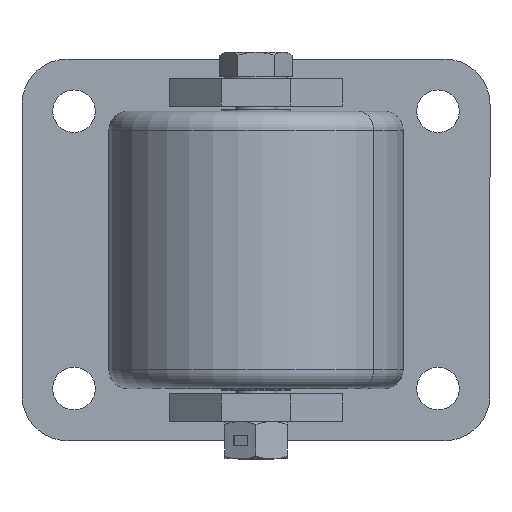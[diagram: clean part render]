
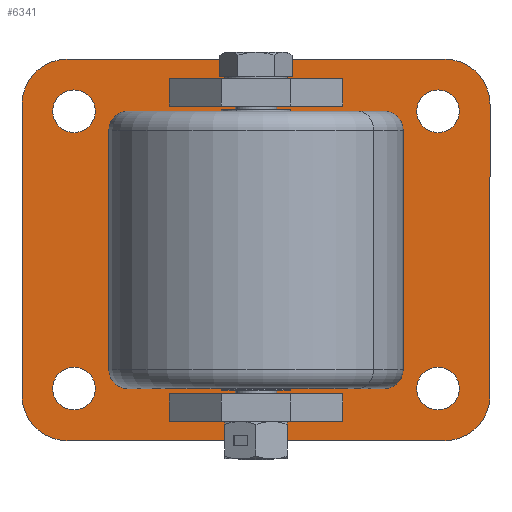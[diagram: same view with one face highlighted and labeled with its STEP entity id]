
A CAD part, front view. The second image highlights one B-rep face of the part: STEP entity #6341.
In plain terms, the highlighted planar face has unit normal (0, -1, 0).
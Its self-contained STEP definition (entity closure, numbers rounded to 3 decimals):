
#263 = DIRECTION ( 'NONE',  ( 1., 0., 0. ) ) ;
#318 = EDGE_LOOP ( 'NONE', ( #2631, #7294, #2393, #1823, #1865, #1402, #512, #2549 ) ) ;
#349 = VECTOR ( 'NONE', #7023, 1000. ) ;
#368 = DIRECTION ( 'NONE',  ( 1., 0., 0. ) ) ;
#376 = DIRECTION ( 'NONE',  ( 1., 0., 0. ) ) ;
#404 = DIRECTION ( 'NONE',  ( 1., 0., 0. ) ) ;
#512 = ORIENTED_EDGE ( 'NONE', *, *, #1549, .T. ) ;
#578 = EDGE_LOOP ( 'NONE', ( #2722, #6651 ) ) ;
#586 = AXIS2_PLACEMENT_3D ( 'NONE', #6022, #3121, #1512 ) ;
#596 = DIRECTION ( 'NONE',  ( -1., 0., 0. ) ) ;
#638 = LINE ( 'NONE', #4698, #7192 ) ;
#702 = VERTEX_POINT ( 'NONE', #2306 ) ;
#710 = EDGE_LOOP ( 'NONE', ( #6409, #5638 ) ) ;
#723 = DIRECTION ( 'NONE',  ( -1., 0., 0. ) ) ;
#814 = LINE ( 'NONE', #2605, #2712 ) ;
#831 = DIRECTION ( 'NONE',  ( 0., -1., 0. ) ) ;
#946 = CARTESIAN_POINT ( 'NONE',  ( 52.5, -8., 40. ) ) ;
#1086 = VERTEX_POINT ( 'NONE', #1346 ) ;
#1237 = AXIS2_PLACEMENT_3D ( 'NONE', #5167, #6211, #368 ) ;
#1331 = DIRECTION ( 'NONE',  ( 0., -1., 0. ) ) ;
#1346 = CARTESIAN_POINT ( 'NONE',  ( -58.65, -8., -40. ) ) ;
#1391 = VERTEX_POINT ( 'NONE', #6118 ) ;
#1402 = ORIENTED_EDGE ( 'NONE', *, *, #4311, .T. ) ;
#1445 = DIRECTION ( 'NONE',  ( 1., 0., 0. ) ) ;
#1512 = DIRECTION ( 'NONE',  ( 1., 0., 0. ) ) ;
#1549 = EDGE_CURVE ( 'NONE', #3887, #1391, #638, .T. ) ;
#1660 = EDGE_CURVE ( 'NONE', #1086, #5997, #3203, .T. ) ;
#1696 = FACE_OUTER_BOUND ( 'NONE', #318, .T. ) ;
#1823 = ORIENTED_EDGE ( 'NONE', *, *, #3231, .T. ) ;
#1865 = ORIENTED_EDGE ( 'NONE', *, *, #5996, .T. ) ;
#1895 = AXIS2_PLACEMENT_3D ( 'NONE', #5955, #1331, #7075 ) ;
#1910 = AXIS2_PLACEMENT_3D ( 'NONE', #4173, #6927, #2935 ) ;
#1947 = DIRECTION ( 'NONE',  ( 0., -1., 0. ) ) ;
#1983 = CARTESIAN_POINT ( 'NONE',  ( -54.5, -8., -42. ) ) ;
#2042 = AXIS2_PLACEMENT_3D ( 'NONE', #7143, #3582, #596 ) ;
#2055 = CARTESIAN_POINT ( 'NONE',  ( 58.65, -8., -40. ) ) ;
#2065 = DIRECTION ( 'NONE',  ( -1., 0., 0. ) ) ;
#2077 = CARTESIAN_POINT ( 'NONE',  ( -54.5, -8., -55. ) ) ;
#2079 = EDGE_CURVE ( 'NONE', #2934, #5322, #2354, .T. ) ;
#2110 = CARTESIAN_POINT ( 'NONE',  ( 52.5, -8., 40. ) ) ;
#2150 = FACE_BOUND ( 'NONE', #5783, .T. ) ;
#2271 = CIRCLE ( 'NONE', #6391, 6.15 ) ;
#2306 = CARTESIAN_POINT ( 'NONE',  ( -67.5, -8., -42. ) ) ;
#2354 = CIRCLE ( 'NONE', #5056, 6.15 ) ;
#2369 = AXIS2_PLACEMENT_3D ( 'NONE', #7305, #831, #5552 ) ;
#2379 = CARTESIAN_POINT ( 'NONE',  ( -54.5, -8., 55. ) ) ;
#2393 = ORIENTED_EDGE ( 'NONE', *, *, #4364, .T. ) ;
#2549 = ORIENTED_EDGE ( 'NONE', *, *, #6029, .T. ) ;
#2573 = AXIS2_PLACEMENT_3D ( 'NONE', #946, #3286, #263 ) ;
#2585 = LINE ( 'NONE', #7186, #6013 ) ;
#2605 = CARTESIAN_POINT ( 'NONE',  ( 55.5, -8., 55. ) ) ;
#2631 = ORIENTED_EDGE ( 'NONE', *, *, #7222, .T. ) ;
#2636 = AXIS2_PLACEMENT_3D ( 'NONE', #1983, #1947, #723 ) ;
#2683 = CARTESIAN_POINT ( 'NONE',  ( 54.5, -8., 55. ) ) ;
#2704 = ORIENTED_EDGE ( 'NONE', *, *, #4459, .F. ) ;
#2712 = VECTOR ( 'NONE', #2065, 1000. ) ;
#2722 = ORIENTED_EDGE ( 'NONE', *, *, #3130, .F. ) ;
#2725 = DIRECTION ( 'NONE',  ( -1., 0., 0. ) ) ;
#2831 = PLANE ( 'NONE',  #1237 ) ;
#2934 = VERTEX_POINT ( 'NONE', #5455 ) ;
#2935 = DIRECTION ( 'NONE',  ( 1., 0., 0. ) ) ;
#2959 = CARTESIAN_POINT ( 'NONE',  ( -67.5, -8., 42. ) ) ;
#3091 = VERTEX_POINT ( 'NONE', #2683 ) ;
#3121 = DIRECTION ( 'NONE',  ( 0., -1., 0. ) ) ;
#3130 = EDGE_CURVE ( 'NONE', #6572, #6063, #3748, .T. ) ;
#3203 = CIRCLE ( 'NONE', #5266, 6.15 ) ;
#3231 = EDGE_CURVE ( 'NONE', #702, #7000, #4959, .T. ) ;
#3286 = DIRECTION ( 'NONE',  ( 0., -1., 0. ) ) ;
#3310 = CARTESIAN_POINT ( 'NONE',  ( -54.5, -8., 42. ) ) ;
#3384 = CARTESIAN_POINT ( 'NONE',  ( 46.35, -8., -40. ) ) ;
#3513 = EDGE_CURVE ( 'NONE', #4411, #6970, #2271, .T. ) ;
#3538 = LINE ( 'NONE', #2959, #349 ) ;
#3569 = CIRCLE ( 'NONE', #7200, 6.15 ) ;
#3582 = DIRECTION ( 'NONE',  ( 0., -1., 0. ) ) ;
#3662 = CARTESIAN_POINT ( 'NONE',  ( 46.35, -8., 40. ) ) ;
#3748 = CIRCLE ( 'NONE', #1910, 6.15 ) ;
#3833 = ORIENTED_EDGE ( 'NONE', *, *, #6393, .F. ) ;
#3842 = VERTEX_POINT ( 'NONE', #6356 ) ;
#3887 = VERTEX_POINT ( 'NONE', #4690 ) ;
#3928 = DIRECTION ( 'NONE',  ( 1., 0., 0. ) ) ;
#3974 = CARTESIAN_POINT ( 'NONE',  ( -52.5, -8., 40. ) ) ;
#3981 = DIRECTION ( 'NONE',  ( 0., 0., 1. ) ) ;
#4173 = CARTESIAN_POINT ( 'NONE',  ( 52.5, -8., -40. ) ) ;
#4310 = AXIS2_PLACEMENT_3D ( 'NONE', #3310, #5607, #2725 ) ;
#4311 = EDGE_CURVE ( 'NONE', #3842, #3887, #5338, .T. ) ;
#4363 = CARTESIAN_POINT ( 'NONE',  ( -67.5, -8., 42. ) ) ;
#4364 = EDGE_CURVE ( 'NONE', #6821, #702, #3538, .T. ) ;
#4411 = VERTEX_POINT ( 'NONE', #3662 ) ;
#4437 = CIRCLE ( 'NONE', #4310, 13. ) ;
#4459 = EDGE_CURVE ( 'NONE', #5322, #2934, #4634, .T. ) ;
#4503 = FACE_BOUND ( 'NONE', #578, .T. ) ;
#4634 = CIRCLE ( 'NONE', #586, 6.15 ) ;
#4690 = CARTESIAN_POINT ( 'NONE',  ( 67.5, -8., -42. ) ) ;
#4698 = CARTESIAN_POINT ( 'NONE',  ( 67.5, -8., -42. ) ) ;
#4786 = CARTESIAN_POINT ( 'NONE',  ( -52.5, -8., -40. ) ) ;
#4809 = CARTESIAN_POINT ( 'NONE',  ( 58.65, -8., 40. ) ) ;
#4858 = DIRECTION ( 'NONE',  ( 0., -1., 0. ) ) ;
#4959 = CIRCLE ( 'NONE', #2636, 13. ) ;
#5005 = CARTESIAN_POINT ( 'NONE',  ( -46.35, -8., -40. ) ) ;
#5056 = AXIS2_PLACEMENT_3D ( 'NONE', #3974, #6838, #376 ) ;
#5167 = CARTESIAN_POINT ( 'NONE',  ( -55.5, -8., 42. ) ) ;
#5266 = AXIS2_PLACEMENT_3D ( 'NONE', #4786, #4858, #5414 ) ;
#5269 = VERTEX_POINT ( 'NONE', #2379 ) ;
#5322 = VERTEX_POINT ( 'NONE', #6485 ) ;
#5338 = CIRCLE ( 'NONE', #2042, 13. ) ;
#5414 = DIRECTION ( 'NONE',  ( 1., 0., 0. ) ) ;
#5455 = CARTESIAN_POINT ( 'NONE',  ( -46.35, -8., 40. ) ) ;
#5552 = DIRECTION ( 'NONE',  ( -1., 0., 0. ) ) ;
#5606 = DIRECTION ( 'NONE',  ( 0., -1., 0. ) ) ;
#5607 = DIRECTION ( 'NONE',  ( 0., -1., 0. ) ) ;
#5638 = ORIENTED_EDGE ( 'NONE', *, *, #3513, .F. ) ;
#5683 = ORIENTED_EDGE ( 'NONE', *, *, #2079, .F. ) ;
#5723 = CIRCLE ( 'NONE', #2573, 6.15 ) ;
#5783 = EDGE_LOOP ( 'NONE', ( #3833, #6358 ) ) ;
#5838 = EDGE_CURVE ( 'NONE', #6063, #6572, #6988, .T. ) ;
#5955 = CARTESIAN_POINT ( 'NONE',  ( 52.5, -8., -40. ) ) ;
#5996 = EDGE_CURVE ( 'NONE', #7000, #3842, #2585, .T. ) ;
#5997 = VERTEX_POINT ( 'NONE', #5005 ) ;
#6013 = VECTOR ( 'NONE', #1445, 1000. ) ;
#6022 = CARTESIAN_POINT ( 'NONE',  ( -52.5, -8., 40. ) ) ;
#6029 = EDGE_CURVE ( 'NONE', #1391, #3091, #6618, .T. ) ;
#6063 = VERTEX_POINT ( 'NONE', #3384 ) ;
#6118 = CARTESIAN_POINT ( 'NONE',  ( 67.5, -8., 42. ) ) ;
#6211 = DIRECTION ( 'NONE',  ( 0., -1., 0. ) ) ;
#6341 = ADVANCED_FACE ( 'NONE', ( #2150, #6823, #4503, #6740, #1696 ), #2831, .T. ) ;
#6356 = CARTESIAN_POINT ( 'NONE',  ( 54.5, -8., -55. ) ) ;
#6358 = ORIENTED_EDGE ( 'NONE', *, *, #1660, .F. ) ;
#6382 = EDGE_CURVE ( 'NONE', #5269, #6821, #4437, .T. ) ;
#6391 = AXIS2_PLACEMENT_3D ( 'NONE', #2110, #5606, #404 ) ;
#6393 = EDGE_CURVE ( 'NONE', #5997, #1086, #3569, .T. ) ;
#6409 = ORIENTED_EDGE ( 'NONE', *, *, #6856, .F. ) ;
#6485 = CARTESIAN_POINT ( 'NONE',  ( -58.65, -8., 40. ) ) ;
#6572 = VERTEX_POINT ( 'NONE', #2055 ) ;
#6618 = CIRCLE ( 'NONE', #2369, 13. ) ;
#6651 = ORIENTED_EDGE ( 'NONE', *, *, #5838, .F. ) ;
#6693 = EDGE_LOOP ( 'NONE', ( #5683, #2704 ) ) ;
#6740 = FACE_BOUND ( 'NONE', #710, .T. ) ;
#6784 = DIRECTION ( 'NONE',  ( 0., -1., 0. ) ) ;
#6821 = VERTEX_POINT ( 'NONE', #4363 ) ;
#6823 = FACE_BOUND ( 'NONE', #6693, .T. ) ;
#6838 = DIRECTION ( 'NONE',  ( 0., -1., 0. ) ) ;
#6856 = EDGE_CURVE ( 'NONE', #6970, #4411, #5723, .T. ) ;
#6927 = DIRECTION ( 'NONE',  ( 0., -1., 0. ) ) ;
#6970 = VERTEX_POINT ( 'NONE', #4809 ) ;
#6988 = CIRCLE ( 'NONE', #1895, 6.15 ) ;
#7000 = VERTEX_POINT ( 'NONE', #2077 ) ;
#7023 = DIRECTION ( 'NONE',  ( 0., 0., -1. ) ) ;
#7075 = DIRECTION ( 'NONE',  ( 1., 0., 0. ) ) ;
#7143 = CARTESIAN_POINT ( 'NONE',  ( 54.5, -8., -42. ) ) ;
#7186 = CARTESIAN_POINT ( 'NONE',  ( -55.5, -8., -55. ) ) ;
#7192 = VECTOR ( 'NONE', #3981, 1000. ) ;
#7200 = AXIS2_PLACEMENT_3D ( 'NONE', #7366, #6784, #3928 ) ;
#7222 = EDGE_CURVE ( 'NONE', #3091, #5269, #814, .T. ) ;
#7294 = ORIENTED_EDGE ( 'NONE', *, *, #6382, .T. ) ;
#7305 = CARTESIAN_POINT ( 'NONE',  ( 54.5, -8., 42. ) ) ;
#7366 = CARTESIAN_POINT ( 'NONE',  ( -52.5, -8., -40. ) ) ;
